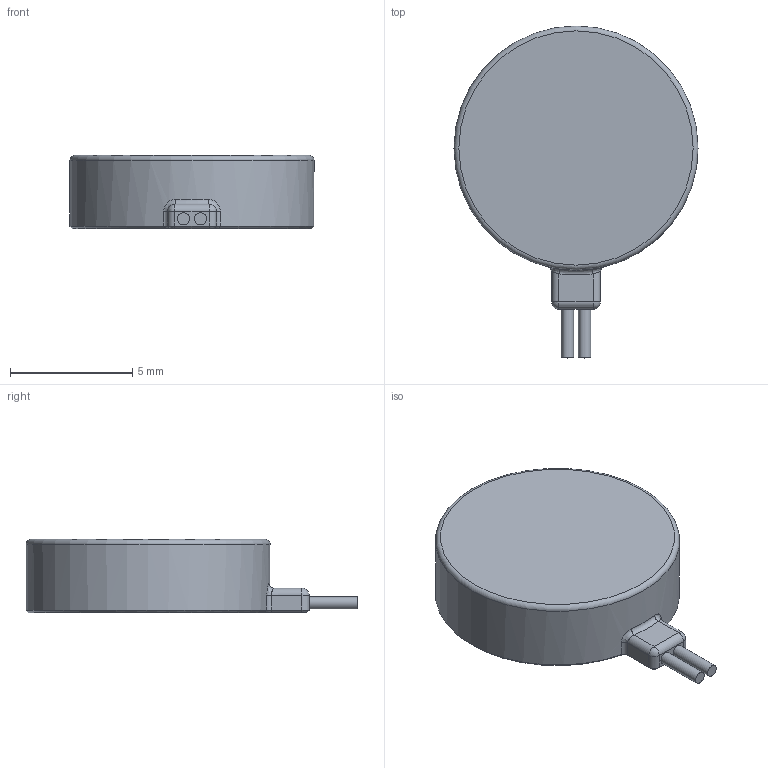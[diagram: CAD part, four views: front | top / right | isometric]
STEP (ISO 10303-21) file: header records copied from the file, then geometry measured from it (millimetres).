
FILE_DESCRIPTION(/* description */ (''),/* implementation_level */ '2;1');
FILE_NAME(/* name */ 'VC1034B018F.step',/* time_stamp */ '2023-03-22T11:15:44+01:00',/* author */ (''),/* organization */ (''),/* preprocessor_version */ 'ST-DEVELOPER v19.2',/* originating_system */ 'Autodesk Translation Framework v11.17.0.187',/* authorisation */ '');
FILE_SCHEMA (('AUTOMOTIVE_DESIGN { 1 0 10303 214 3 1 1 }'));
Length unit declared in the file: millimetre
Products named in the file (1): VC1034B018F
Bounding box: 10 x 13.6 x 3 mm (x, y, z)
Volume: 239.1 mm3; surface area: 262.4 mm2
Topology: 3 solids, 3 shells, 34 faces, 65 edges, 37 vertices
Faces by surface type: plane 13, cylinder 10, cone 5, torus 2, bspline 2, sphere 2
Full cylindrical faces by diameter (mm): 0.5 x2, 10 x1
Entity records: 949 total; most frequent: CARTESIAN_POINT 201, DIRECTION 157, ORIENTED_EDGE 130, EDGE_CURVE 65, AXIS2_PLACEMENT_3D 63, VERTEX_POINT 37, FACE_OUTER_BOUND 34, EDGE_LOOP 34
